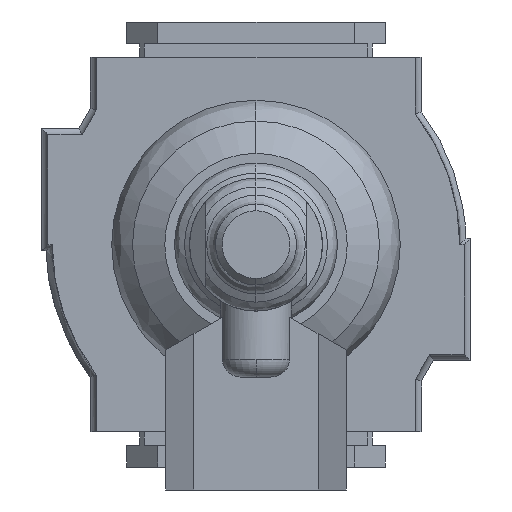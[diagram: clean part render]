
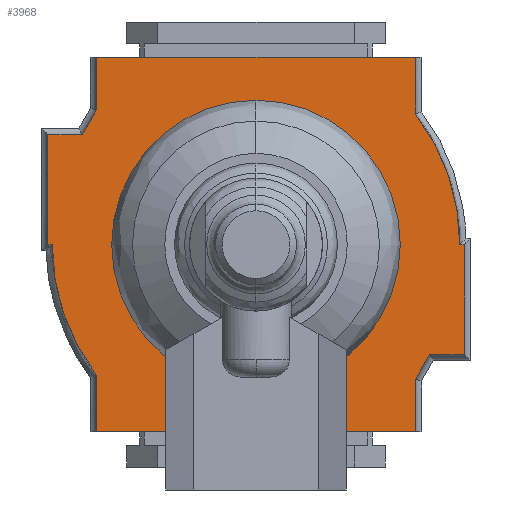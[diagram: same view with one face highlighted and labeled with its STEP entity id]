
A CAD part, front view. The second image highlights one B-rep face of the part: STEP entity #3968.
In plain terms, the highlighted face is planar.
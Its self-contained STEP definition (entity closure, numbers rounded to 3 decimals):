
#279 = CARTESIAN_POINT ( 'NONE',  ( -18., 30.9, 14.731 ) ) ;
#668 = VECTOR ( 'NONE', #3869, 1000. ) ;
#697 = DIRECTION ( 'NONE',  ( 0., 0., 1. ) ) ;
#712 = VECTOR ( 'NONE', #1315, 1000. ) ;
#791 = EDGE_CURVE ( 'NONE', #3473, #3786, #1615, .T. ) ;
#820 = DIRECTION ( 'NONE',  ( 0., 0., 1. ) ) ;
#827 = EDGE_CURVE ( 'NONE', #6788, #7393, #6987, .T. ) ;
#877 = VECTOR ( 'NONE', #8409, 1000. ) ;
#1012 = CARTESIAN_POINT ( 'NONE',  ( -18., 30.9, -15.2 ) ) ;
#1029 = LINE ( 'NONE', #8208, #10336 ) ;
#1063 = PLANE ( 'NONE',  #9064 ) ;
#1076 = EDGE_CURVE ( 'NONE', #7077, #3830, #4816, .T. ) ;
#1155 = EDGE_CURVE ( 'NONE', #7084, #8554, #2237, .T. ) ;
#1271 = VERTEX_POINT ( 'NONE', #6954 ) ;
#1315 = DIRECTION ( 'NONE',  ( 0., 0., -1. ) ) ;
#1336 = DIRECTION ( 'NONE',  ( 0.496, 0., -0.868 ) ) ;
#1483 = DIRECTION ( 'NONE',  ( 0., -1., 0. ) ) ;
#1562 = AXIS2_PLACEMENT_3D ( 'NONE', #4798, #1483, #3943 ) ;
#1615 = LINE ( 'NONE', #7842, #668 ) ;
#1825 = ORIENTED_EDGE ( 'NONE', *, *, #10123, .F. ) ;
#1838 = LINE ( 'NONE', #8193, #2899 ) ;
#1995 = DIRECTION ( 'NONE',  ( 1., 0., 0. ) ) ;
#2050 = CIRCLE ( 'NONE', #1562, 24.2 ) ;
#2091 = DIRECTION ( 'NONE',  ( 0., -1., 0. ) ) ;
#2110 = VECTOR ( 'NONE', #7164, 1000. ) ;
#2128 = ORIENTED_EDGE ( 'NONE', *, *, #3359, .F. ) ;
#2237 = LINE ( 'NONE', #7824, #4884 ) ;
#2269 = LINE ( 'NONE', #3228, #6241 ) ;
#2337 = LINE ( 'NONE', #2398, #4085 ) ;
#2398 = CARTESIAN_POINT ( 'NONE',  ( 19.6, 30.9, 12.4 ) ) ;
#2415 = CARTESIAN_POINT ( 'NONE',  ( -23., 30.9, 0. ) ) ;
#2665 = ORIENTED_EDGE ( 'NONE', *, *, #827, .F. ) ;
#2670 = DIRECTION ( 'NONE',  ( 1., 0., 0. ) ) ;
#2728 = AXIS2_PLACEMENT_3D ( 'NONE', #6012, #2091, #1995 ) ;
#2806 = CARTESIAN_POINT ( 'NONE',  ( 23.5, 30.9, 12.4 ) ) ;
#2899 = VECTOR ( 'NONE', #4911, 1000. ) ;
#3110 = DIRECTION ( 'NONE',  ( 0., 0., -1. ) ) ;
#3228 = CARTESIAN_POINT ( 'NONE',  ( -23.5, 30.9, -12.4 ) ) ;
#3287 = VECTOR ( 'NONE', #6841, 1000. ) ;
#3359 = EDGE_CURVE ( 'NONE', #1271, #7084, #1838, .T. ) ;
#3379 = VERTEX_POINT ( 'NONE', #6530 ) ;
#3459 = EDGE_CURVE ( 'NONE', #7286, #1271, #7297, .T. ) ;
#3473 = VERTEX_POINT ( 'NONE', #9274 ) ;
#3480 = VERTEX_POINT ( 'NONE', #7666 ) ;
#3594 = CARTESIAN_POINT ( 'NONE',  ( 23.5, 30.9, 0. ) ) ;
#3786 = VERTEX_POINT ( 'NONE', #279 ) ;
#3830 = VERTEX_POINT ( 'NONE', #8580 ) ;
#3869 = DIRECTION ( 'NONE',  ( 0., 0., -1. ) ) ;
#3943 = DIRECTION ( 'NONE',  ( -1., 0., 0. ) ) ;
#3968 = ADVANCED_FACE ( 'NONE', ( #6797 ), #1063, .T. ) ;
#4085 = VECTOR ( 'NONE', #5596, 1000. ) ;
#4145 = ORIENTED_EDGE ( 'NONE', *, *, #5582, .F. ) ;
#4259 = EDGE_LOOP ( 'NONE', ( #2128, #9174, #4275, #7707, #2665, #10426, #4145, #5028, #7557, #6979, #8679, #6436, #10140, #1825, #9635, #7963 ) ) ;
#4275 = ORIENTED_EDGE ( 'NONE', *, *, #6815, .F. ) ;
#4318 = EDGE_CURVE ( 'NONE', #8554, #3480, #10040, .T. ) ;
#4636 = CARTESIAN_POINT ( 'NONE',  ( 18., 30.9, -14.731 ) ) ;
#4798 = CARTESIAN_POINT ( 'NONE',  ( 1.2, 30.9, 0. ) ) ;
#4816 = LINE ( 'NONE', #8041, #6059 ) ;
#4884 = VECTOR ( 'NONE', #697, 1000. ) ;
#4911 = DIRECTION ( 'NONE',  ( 1., 0., 0. ) ) ;
#4915 = LINE ( 'NONE', #2415, #2110 ) ;
#4974 = LINE ( 'NONE', #9158, #877 ) ;
#5019 = LINE ( 'NONE', #8244, #6119 ) ;
#5028 = ORIENTED_EDGE ( 'NONE', *, *, #9375, .F. ) ;
#5196 = LINE ( 'NONE', #8634, #6438 ) ;
#5582 = EDGE_CURVE ( 'NONE', #7935, #9336, #2269, .T. ) ;
#5596 = DIRECTION ( 'NONE',  ( -0.496, 0., 0.868 ) ) ;
#5705 = EDGE_CURVE ( 'NONE', #7393, #9464, #1029, .T. ) ;
#6012 = CARTESIAN_POINT ( 'NONE',  ( -1.2, 30.9, 0. ) ) ;
#6059 = VECTOR ( 'NONE', #820, 1000. ) ;
#6119 = VECTOR ( 'NONE', #6690, 1000. ) ;
#6223 = CARTESIAN_POINT ( 'NONE',  ( -18., 30.9, -21.125 ) ) ;
#6241 = VECTOR ( 'NONE', #8767, 1000. ) ;
#6436 = ORIENTED_EDGE ( 'NONE', *, *, #6800, .F. ) ;
#6438 = VECTOR ( 'NONE', #1336, 1000. ) ;
#6530 = CARTESIAN_POINT ( 'NONE',  ( -23.5, 30.9, 0. ) ) ;
#6637 = CARTESIAN_POINT ( 'NONE',  ( 0., 30.9, 0. ) ) ;
#6686 = DIRECTION ( 'NONE',  ( 0., 1., 0. ) ) ;
#6690 = DIRECTION ( 'NONE',  ( 0., 0., 1. ) ) ;
#6788 = VERTEX_POINT ( 'NONE', #1012 ) ;
#6797 = FACE_OUTER_BOUND ( 'NONE', #4259, .T. ) ;
#6800 = EDGE_CURVE ( 'NONE', #3830, #3473, #4974, .T. ) ;
#6815 = EDGE_CURVE ( 'NONE', #9464, #7286, #5019, .T. ) ;
#6841 = DIRECTION ( 'NONE',  ( -1., 0., 0. ) ) ;
#6901 = CARTESIAN_POINT ( 'NONE',  ( -23.5, 30.9, 0. ) ) ;
#6954 = CARTESIAN_POINT ( 'NONE',  ( 23., 30.9, 0. ) ) ;
#6979 = ORIENTED_EDGE ( 'NONE', *, *, #7439, .F. ) ;
#6987 = LINE ( 'NONE', #7135, #9106 ) ;
#7077 = VERTEX_POINT ( 'NONE', #7627 ) ;
#7084 = VERTEX_POINT ( 'NONE', #3594 ) ;
#7135 = CARTESIAN_POINT ( 'NONE',  ( -18., 30.9, -15.2 ) ) ;
#7164 = DIRECTION ( 'NONE',  ( -1., 0., 0. ) ) ;
#7286 = VERTEX_POINT ( 'NONE', #4636 ) ;
#7297 = CIRCLE ( 'NONE', #2728, 24.2 ) ;
#7393 = VERTEX_POINT ( 'NONE', #6223 ) ;
#7416 = VERTEX_POINT ( 'NONE', #8732 ) ;
#7439 = EDGE_CURVE ( 'NONE', #3786, #7416, #2050, .T. ) ;
#7557 = ORIENTED_EDGE ( 'NONE', *, *, #10410, .F. ) ;
#7627 = CARTESIAN_POINT ( 'NONE',  ( 18., 30.9, 15.2 ) ) ;
#7666 = CARTESIAN_POINT ( 'NONE',  ( 19.6, 30.9, 12.4 ) ) ;
#7707 = ORIENTED_EDGE ( 'NONE', *, *, #5705, .F. ) ;
#7824 = CARTESIAN_POINT ( 'NONE',  ( 23.5, 30.9, 0. ) ) ;
#7842 = CARTESIAN_POINT ( 'NONE',  ( -18., 30.9, 21.125 ) ) ;
#7935 = VERTEX_POINT ( 'NONE', #9487 ) ;
#7963 = ORIENTED_EDGE ( 'NONE', *, *, #1155, .F. ) ;
#8041 = CARTESIAN_POINT ( 'NONE',  ( 18., 30.9, 15.2 ) ) ;
#8193 = CARTESIAN_POINT ( 'NONE',  ( 23., 30.9, 0. ) ) ;
#8208 = CARTESIAN_POINT ( 'NONE',  ( -18., 30.9, -21.125 ) ) ;
#8244 = CARTESIAN_POINT ( 'NONE',  ( 18., 30.9, -21.125 ) ) ;
#8409 = DIRECTION ( 'NONE',  ( -1., 0., 0. ) ) ;
#8554 = VERTEX_POINT ( 'NONE', #9653 ) ;
#8564 = LINE ( 'NONE', #6901, #712 ) ;
#8580 = CARTESIAN_POINT ( 'NONE',  ( 18., 30.9, 21.125 ) ) ;
#8634 = CARTESIAN_POINT ( 'NONE',  ( -19.6, 30.9, -12.4 ) ) ;
#8679 = ORIENTED_EDGE ( 'NONE', *, *, #791, .F. ) ;
#8732 = CARTESIAN_POINT ( 'NONE',  ( -23., 30.9, 0. ) ) ;
#8767 = DIRECTION ( 'NONE',  ( 1., 0., 0. ) ) ;
#9064 = AXIS2_PLACEMENT_3D ( 'NONE', #6637, #6686, #9099 ) ;
#9099 = DIRECTION ( 'NONE',  ( 0., 0., 1. ) ) ;
#9106 = VECTOR ( 'NONE', #3110, 1000. ) ;
#9158 = CARTESIAN_POINT ( 'NONE',  ( 18., 30.9, 21.125 ) ) ;
#9174 = ORIENTED_EDGE ( 'NONE', *, *, #3459, .F. ) ;
#9274 = CARTESIAN_POINT ( 'NONE',  ( -18., 30.9, 21.125 ) ) ;
#9336 = VERTEX_POINT ( 'NONE', #10102 ) ;
#9375 = EDGE_CURVE ( 'NONE', #3379, #7935, #8564, .T. ) ;
#9464 = VERTEX_POINT ( 'NONE', #10448 ) ;
#9487 = CARTESIAN_POINT ( 'NONE',  ( -23.5, 30.9, -12.4 ) ) ;
#9614 = EDGE_CURVE ( 'NONE', #9336, #6788, #5196, .T. ) ;
#9635 = ORIENTED_EDGE ( 'NONE', *, *, #4318, .F. ) ;
#9653 = CARTESIAN_POINT ( 'NONE',  ( 23.5, 30.9, 12.4 ) ) ;
#10040 = LINE ( 'NONE', #2806, #3287 ) ;
#10102 = CARTESIAN_POINT ( 'NONE',  ( -19.6, 30.9, -12.4 ) ) ;
#10123 = EDGE_CURVE ( 'NONE', #3480, #7077, #2337, .T. ) ;
#10140 = ORIENTED_EDGE ( 'NONE', *, *, #1076, .F. ) ;
#10336 = VECTOR ( 'NONE', #2670, 1000. ) ;
#10410 = EDGE_CURVE ( 'NONE', #7416, #3379, #4915, .T. ) ;
#10426 = ORIENTED_EDGE ( 'NONE', *, *, #9614, .F. ) ;
#10448 = CARTESIAN_POINT ( 'NONE',  ( 18., 30.9, -21.125 ) ) ;
